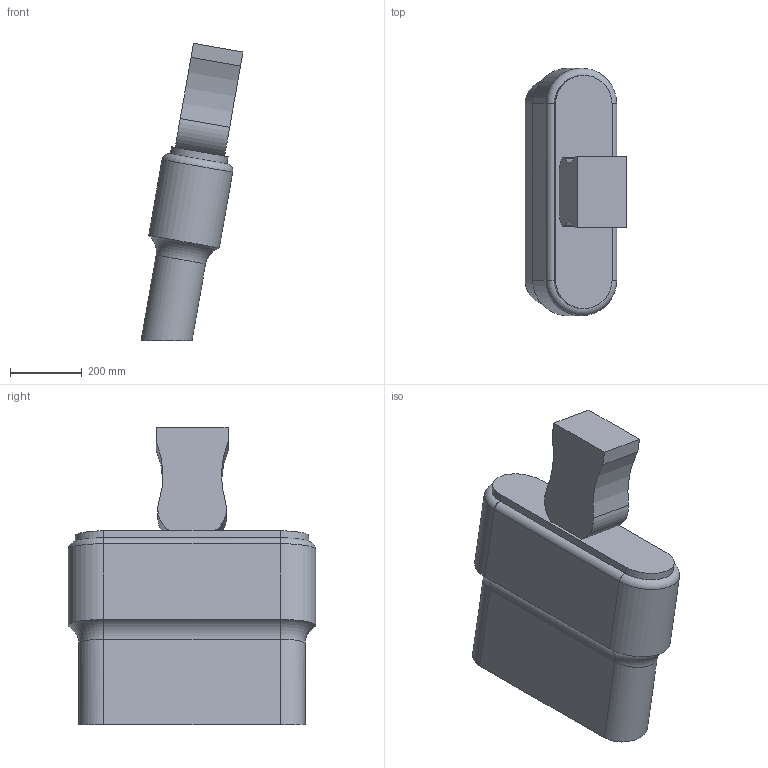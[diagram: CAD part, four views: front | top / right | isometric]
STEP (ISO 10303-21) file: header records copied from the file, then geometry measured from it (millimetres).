
FILE_DESCRIPTION( ( '' ), ' ' );
FILE_NAME( '5cb8f6536580bb157e933412.step', '2019-04-18T22:12:36', ( '' ), ( '' ), ' ', ' ', ' ' );
FILE_SCHEMA( ( 'AUTOMOTIVE_DESIGN { 1 0 10303 214 1 1 1 1 }' ) );
Length unit declared in the file: metre
Products named in the file (1): Steering_Column
Bounding box: 284.15 x 690.47 x 829.55 mm (x, y, z)
Volume: 63756761.6 mm3; surface area: 1229421.1 mm2
Topology: 1 solids, 1 shells, 39 faces, 100 edges, 64 vertices
Faces by surface type: plane 21, cylinder 14, torus 4
Entity records: 1876 total; most frequent: CARTESIAN_POINT 596, ORIENTED_EDGE 200, DIRECTION 196, EDGE_CURVE 100, AXIS2_PLACEMENT_3D 66, VERTEX_POINT 64, LINE 64, VECTOR 64
